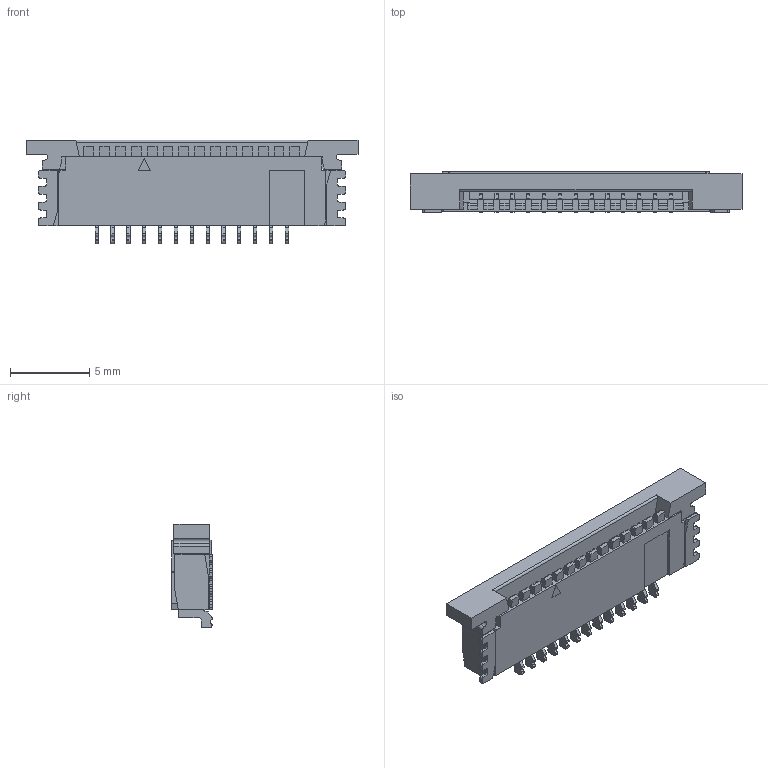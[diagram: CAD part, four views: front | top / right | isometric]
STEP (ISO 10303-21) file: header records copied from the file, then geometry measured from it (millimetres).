
FILE_DESCRIPTION((''),'2;1');
FILE_NAME('C-1-84952-3','2009-05-28T',('workeradm'),(''),'PRO/ENGINEER BY PARAMETRIC TECHNOLOGY CORPORATION, 2008380','PRO/ENGINEER BY PARAMETRIC TECHNOLOGY CORPORATION, 2008380','');
FILE_SCHEMA(('AUTOMOTIVE_DESIGN { 1 0 10303 214 1 1 1 1 }'));
Length unit declared in the file: millimetre
Products named in the file (1): C-1-84952-3
Bounding box: 20.94 x 2.56 x 6.54 mm (x, y, z)
Volume: 199.8 mm3; surface area: 613.5 mm2
Topology: 1 solids, 1 shells, 689 faces, 2018 edges, 1328 vertices
Faces by surface type: plane 474, cylinder 215
Entity records: 22848 total; most frequent: CARTESIAN_POINT 4052, ORIENTED_EDGE 4036, DIRECTION 3822, EDGE_CURVE 2018, VECTOR 1588, LINE 1588, VERTEX_POINT 1328, AXIS2_PLACEMENT_3D 1117
